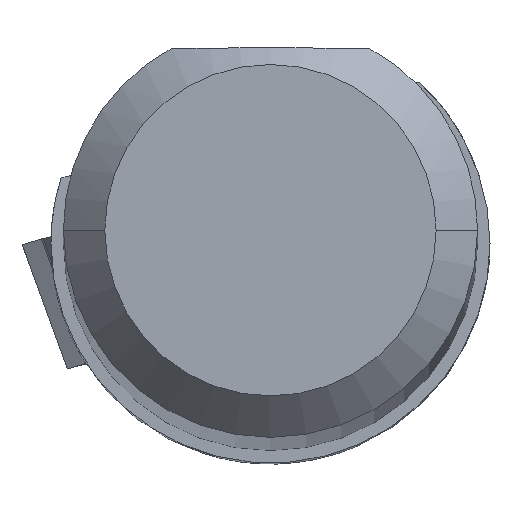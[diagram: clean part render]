
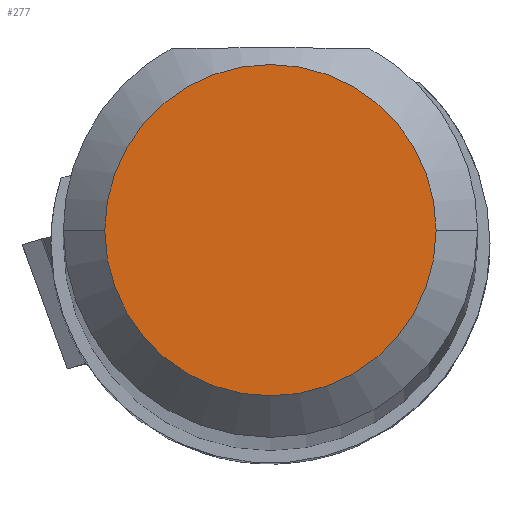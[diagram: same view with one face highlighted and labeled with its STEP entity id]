
A CAD part, top view. The second image highlights one B-rep face of the part: STEP entity #277.
In plain terms, the highlighted planar face has unit normal (0, 0, 1).
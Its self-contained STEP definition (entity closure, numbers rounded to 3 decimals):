
#201=FACE_OUTER_BOUND('',#394,.T.);
#277=ADVANCED_FACE('',(#201),#307,.T.);
#307=PLANE('',#1874);
#394=EDGE_LOOP('',(#834,#835,#836,#837));
#834=ORIENTED_EDGE('',*,*,#1248,.F.);
#835=ORIENTED_EDGE('',*,*,#1252,.F.);
#836=ORIENTED_EDGE('',*,*,#1251,.F.);
#837=ORIENTED_EDGE('',*,*,#1249,.F.);
#1019=VERTEX_POINT('',#3291);
#1020=VERTEX_POINT('',#3293);
#1021=VERTEX_POINT('',#3295);
#1022=VERTEX_POINT('',#3299);
#1248=EDGE_CURVE('',#1019,#1020,#1365,.T.);
#1249=EDGE_CURVE('',#1020,#1021,#1366,.T.);
#1251=EDGE_CURVE('',#1021,#1022,#1367,.T.);
#1252=EDGE_CURVE('',#1022,#1019,#1368,.T.);
#1365=CIRCLE('',#1868,2.);
#1366=CIRCLE('',#1869,2.);
#1367=CIRCLE('',#1871,2.);
#1368=CIRCLE('',#1872,2.);
#1868=AXIS2_PLACEMENT_3D('',#3292,#2342,#2343);
#1869=AXIS2_PLACEMENT_3D('',#3294,#2344,#2345);
#1871=AXIS2_PLACEMENT_3D('',#3298,#2349,#2350);
#1872=AXIS2_PLACEMENT_3D('',#3300,#2351,#2352);
#1874=AXIS2_PLACEMENT_3D('',#3302,#2355,#2356);
#2342=DIRECTION('',(0.,0.,-1.));
#2343=DIRECTION('',(-1.,0.,0.));
#2344=DIRECTION('',(0.,0.,-1.));
#2345=DIRECTION('',(0.,1.,0.));
#2349=DIRECTION('',(0.,0.,-1.));
#2350=DIRECTION('',(1.,0.,0.));
#2351=DIRECTION('',(0.,0.,-1.));
#2352=DIRECTION('',(0.,-1.,0.));
#2355=DIRECTION('',(0.,0.,1.));
#2356=DIRECTION('',(-1.,0.,0.));
#3291=CARTESIAN_POINT('',(-2.,0.,0.));
#3292=CARTESIAN_POINT('',(0.,0.,0.));
#3293=CARTESIAN_POINT('',(0.,2.,0.));
#3294=CARTESIAN_POINT('',(0.,0.,0.));
#3295=CARTESIAN_POINT('',(2.,0.,0.));
#3298=CARTESIAN_POINT('',(0.,0.,0.));
#3299=CARTESIAN_POINT('',(0.,-2.,0.));
#3300=CARTESIAN_POINT('',(0.,0.,0.));
#3302=CARTESIAN_POINT('',(0.,0.,0.));
